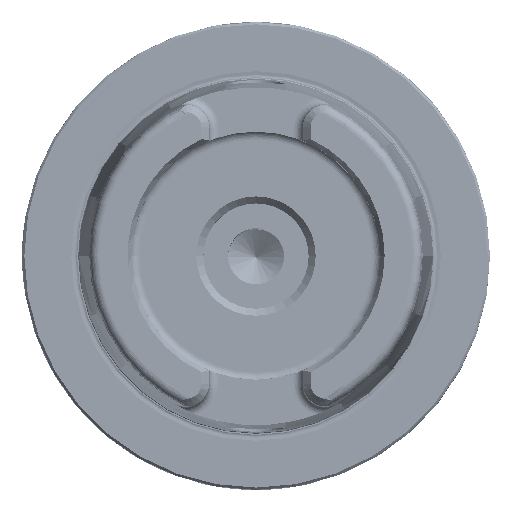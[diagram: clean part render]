
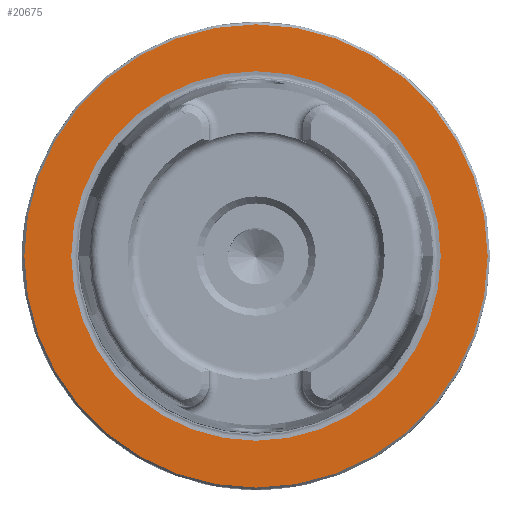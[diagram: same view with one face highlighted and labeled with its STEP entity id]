
A CAD part, top view. The second image highlights one B-rep face of the part: STEP entity #20675.
In plain terms, the highlighted planar face has unit normal (0, 0, 1).
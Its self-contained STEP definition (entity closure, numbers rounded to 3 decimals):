
#1178=FACE_BOUND('',#29896,.T.);
#1179=FACE_BOUND('',#29897,.T.);
#4329=PLANE('',#87624);
#20675=ADVANCED_FACE('',(#1178,#1179),#4329,.T.);
#29896=EDGE_LOOP('',(#46478,#46479,#46480));
#29897=EDGE_LOOP('',(#46481,#46482));
#46478=ORIENTED_EDGE('',*,*,#72105,.F.);
#46479=ORIENTED_EDGE('',*,*,#72104,.F.);
#46480=ORIENTED_EDGE('',*,*,#72106,.F.);
#46481=ORIENTED_EDGE('',*,*,#72107,.F.);
#46482=ORIENTED_EDGE('',*,*,#72108,.F.);
#61549=VERTEX_POINT('',#168309);
#61550=VERTEX_POINT('',#168311);
#61551=VERTEX_POINT('',#168313);
#61552=VERTEX_POINT('',#168318);
#61553=VERTEX_POINT('',#168319);
#72104=EDGE_CURVE('',#61550,#61551,#79145,.T.);
#72105=EDGE_CURVE('',#61551,#61549,#79146,.T.);
#72106=EDGE_CURVE('',#61549,#61550,#79147,.T.);
#72107=EDGE_CURVE('',#61552,#61553,#79148,.T.);
#72108=EDGE_CURVE('',#61553,#61552,#79149,.T.);
#79145=CIRCLE('',#87618,49.5);
#79146=CIRCLE('',#87619,49.5);
#79147=CIRCLE('',#87621,49.5);
#79148=CIRCLE('',#87622,39.482);
#79149=CIRCLE('',#87623,39.482);
#87618=AXIS2_PLACEMENT_3D('',#168312,#104611,#104612);
#87619=AXIS2_PLACEMENT_3D('',#168314,#104613,#104614);
#87621=AXIS2_PLACEMENT_3D('',#168316,#104617,#104618);
#87622=AXIS2_PLACEMENT_3D('',#168317,#104619,#104620);
#87623=AXIS2_PLACEMENT_3D('',#168320,#104621,#104622);
#87624=AXIS2_PLACEMENT_3D('',#168321,#104623,#104624);
#104611=DIRECTION('',(0.,0.,-1.));
#104612=DIRECTION('',(1.,0.,0.));
#104613=DIRECTION('',(0.,0.,-1.));
#104614=DIRECTION('',(0.,-1.,0.));
#104617=DIRECTION('',(0.,0.,-1.));
#104618=DIRECTION('',(-1.,0.,0.));
#104619=DIRECTION('',(0.,0.,1.));
#104620=DIRECTION('',(-1.,0.,0.));
#104621=DIRECTION('',(0.,0.,1.));
#104622=DIRECTION('',(1.,0.,0.));
#104623=DIRECTION('',(0.,0.,1.));
#104624=DIRECTION('',(-1.,0.,0.));
#168309=CARTESIAN_POINT('',(-49.5,0.,0.));
#168311=CARTESIAN_POINT('',(49.5,0.,0.));
#168312=CARTESIAN_POINT('',(0.,0.,0.));
#168313=CARTESIAN_POINT('',(0.,-49.5,0.));
#168314=CARTESIAN_POINT('',(0.,0.,0.));
#168316=CARTESIAN_POINT('',(0.,0.,0.));
#168317=CARTESIAN_POINT('',(0.,0.,0.));
#168318=CARTESIAN_POINT('',(-39.482,0.,0.));
#168319=CARTESIAN_POINT('',(39.482,0.,0.));
#168320=CARTESIAN_POINT('',(0.,0.,0.));
#168321=CARTESIAN_POINT('',(0.,0.,0.));
